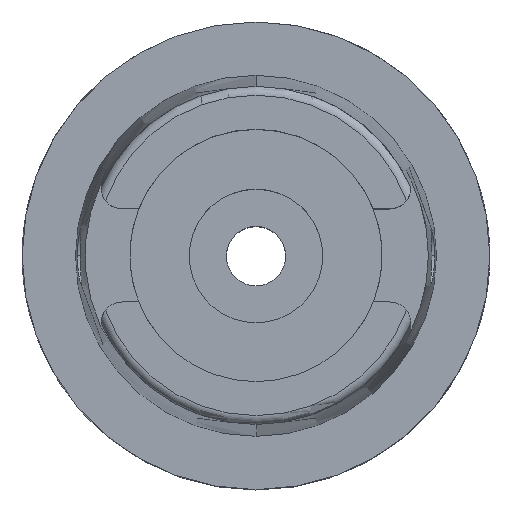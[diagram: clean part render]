
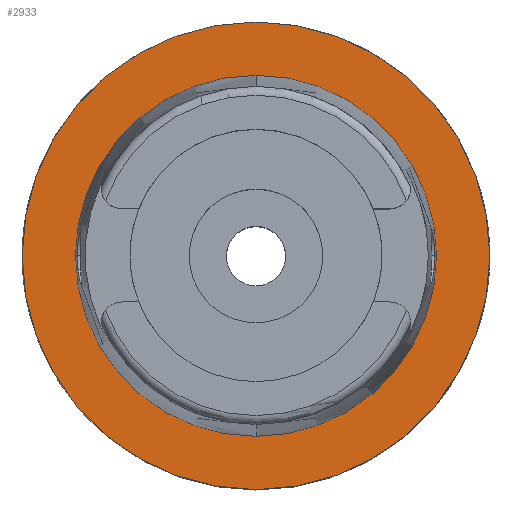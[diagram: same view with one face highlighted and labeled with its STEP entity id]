
A CAD part, top view. The second image highlights one B-rep face of the part: STEP entity #2933.
In plain terms, the highlighted planar face has unit normal (0, 0, 1).
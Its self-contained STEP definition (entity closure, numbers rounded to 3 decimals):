
#618=CARTESIAN_POINT('',(0.,0.,0.));
#619=DIRECTION('',(0.,0.,-1.));
#620=DIRECTION('',(0.,-1.,0.));
#621=AXIS2_PLACEMENT_3D('',#618,#619,#620);
#626=CARTESIAN_POINT('',(0.,0.,0.));
#627=DIRECTION('',(0.,0.,-1.));
#628=DIRECTION('',(0.,1.,0.));
#629=AXIS2_PLACEMENT_3D('',#626,#627,#628);
#634=CARTESIAN_POINT('',(0.,0.,0.));
#635=DIRECTION('',(0.,0.,1.));
#636=DIRECTION('',(0.,-1.,0.));
#637=AXIS2_PLACEMENT_3D('',#634,#635,#636);
#642=CARTESIAN_POINT('',(0.,0.,0.));
#643=DIRECTION('',(0.,0.,1.));
#644=DIRECTION('',(0.,1.,0.));
#645=AXIS2_PLACEMENT_3D('',#642,#643,#644);
#2279=CARTESIAN_POINT('',(0.,-24.315,0.));
#2280=VERTEX_POINT('',#2279);
#2281=CARTESIAN_POINT('',(0.,24.315,0.));
#2282=VERTEX_POINT('',#2281);
#2536=CARTESIAN_POINT('',(0.,31.5,0.));
#2537=VERTEX_POINT('',#2536);
#2538=CARTESIAN_POINT('',(0.,-31.5,0.));
#2539=VERTEX_POINT('',#2538);
#2918=CARTESIAN_POINT('',(0.,0.,0.));
#2919=DIRECTION('',(0.,0.,1.));
#2920=DIRECTION('',(0.,1.,0.));
#2921=AXIS2_PLACEMENT_3D('',#2918,#2919,#2920);
#2922=PLANE('',#2921);
#2924=ORIENTED_EDGE('',*,*,#2923,.T.);
#2926=ORIENTED_EDGE('',*,*,#2925,.T.);
#2927=EDGE_LOOP('',(#2924,#2926));
#2928=FACE_OUTER_BOUND('',#2927,.F.);
#2929=ORIENTED_EDGE('',*,*,#2891,.T.);
#2930=ORIENTED_EDGE('',*,*,#2853,.T.);
#2931=EDGE_LOOP('',(#2929,#2930));
#2932=FACE_BOUND('',#2931,.F.);
#622=CIRCLE('',#621,31.5);
#630=CIRCLE('',#629,31.5);
#638=CIRCLE('',#637,24.315);
#646=CIRCLE('',#645,24.315);
#2853=EDGE_CURVE('',#2282,#2280,#646,.T.);
#2891=EDGE_CURVE('',#2280,#2282,#638,.T.);
#2923=EDGE_CURVE('',#2539,#2537,#622,.T.);
#2925=EDGE_CURVE('',#2537,#2539,#630,.T.);
#2933=ADVANCED_FACE('',(#2928,#2932),#2922,.T.);
